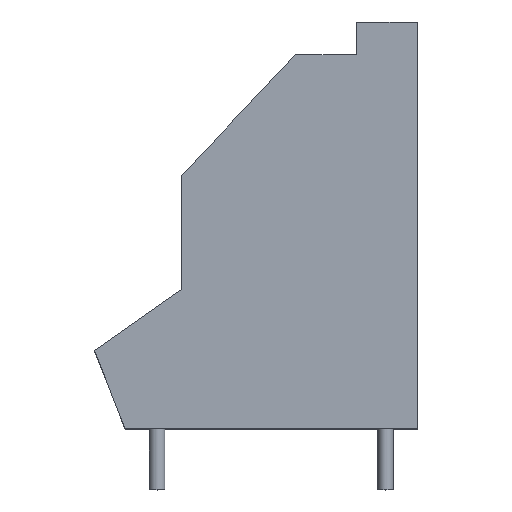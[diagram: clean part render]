
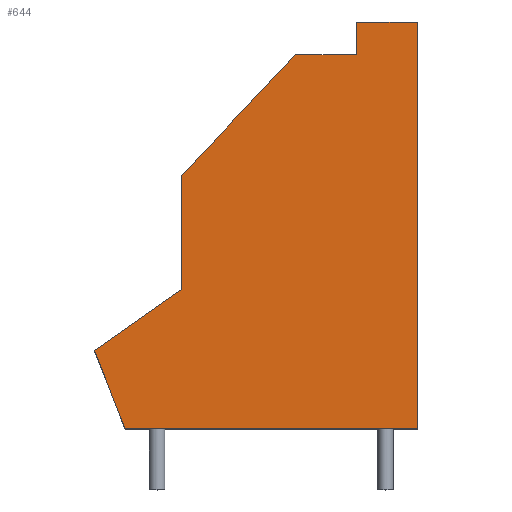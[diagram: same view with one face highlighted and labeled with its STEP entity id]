
A CAD part, top view. The second image highlights one B-rep face of the part: STEP entity #644.
In plain terms, the highlighted planar face has unit normal (0, 0, 1).
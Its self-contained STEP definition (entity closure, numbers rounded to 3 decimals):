
#11 = CARTESIAN_POINT ( 'NONE',  ( 10.6, -13.35, -9.96 ) ) ;
#24 = ORIENTED_EDGE ( 'NONE', *, *, #3731, .T. ) ;
#156 = EDGE_CURVE ( 'NONE', #1911, #679, #2328, .T. ) ;
#167 = ORIENTED_EDGE ( 'NONE', *, *, #2096, .F. ) ;
#175 = DIRECTION ( 'NONE',  ( 0.364, -0.931, 0. ) ) ;
#314 = CARTESIAN_POINT ( 'NONE',  ( 6.6, 11.192, -9.96 ) ) ;
#322 = LINE ( 'NONE', #3173, #2238 ) ;
#331 = VERTEX_POINT ( 'NONE', #599 ) ;
#360 = VECTOR ( 'NONE', #582, 1000. ) ;
#371 = VERTEX_POINT ( 'NONE', #919 ) ;
#392 = VECTOR ( 'NONE', #527, 1000. ) ;
#402 = EDGE_CURVE ( 'NONE', #2770, #331, #1186, .T. ) ;
#431 = CARTESIAN_POINT ( 'NONE',  ( -4.876, 0., -9.96 ) ) ;
#483 = DIRECTION ( 'NONE',  ( -1., 0., 0. ) ) ;
#489 = ORIENTED_EDGE ( 'NONE', *, *, #982, .T. ) ;
#505 = EDGE_LOOP ( 'NONE', ( #24, #1957, #3466, #845, #1078, #167, #489, #1850, #1386 ) ) ;
#527 = DIRECTION ( 'NONE',  ( 0., -1., 0. ) ) ;
#582 = DIRECTION ( 'NONE',  ( 1., 0., 0. ) ) ;
#599 = CARTESIAN_POINT ( 'NONE',  ( 2.6, 11.192, -9.96 ) ) ;
#644 = ADVANCED_FACE ( 'NONE', ( #3085 ), #2534, .F. ) ;
#668 = CARTESIAN_POINT ( 'NONE',  ( 10.6, 13.35, -9.96 ) ) ;
#679 = VERTEX_POINT ( 'NONE', #3538 ) ;
#704 = CARTESIAN_POINT ( 'NONE',  ( -8.6, -13.35, -9.96 ) ) ;
#845 = ORIENTED_EDGE ( 'NONE', *, *, #1471, .F. ) ;
#919 = CARTESIAN_POINT ( 'NONE',  ( -10.6, -8.232, -9.96 ) ) ;
#982 = EDGE_CURVE ( 'NONE', #371, #1911, #1135, .T. ) ;
#1052 = VECTOR ( 'NONE', #2530, 1000. ) ;
#1061 = CARTESIAN_POINT ( 'NONE',  ( 10.6, 13.35, -9.96 ) ) ;
#1078 = ORIENTED_EDGE ( 'NONE', *, *, #1936, .F. ) ;
#1135 = LINE ( 'NONE', #3078, #1184 ) ;
#1184 = VECTOR ( 'NONE', #175, 1000. ) ;
#1186 = LINE ( 'NONE', #2060, #3523 ) ;
#1378 = CARTESIAN_POINT ( 'NONE',  ( 0.363, -0.516, -9.96 ) ) ;
#1386 = ORIENTED_EDGE ( 'NONE', *, *, #2998, .T. ) ;
#1444 = CARTESIAN_POINT ( 'NONE',  ( 0., 0., -9.96 ) ) ;
#1471 = EDGE_CURVE ( 'NONE', #3534, #331, #2023, .T. ) ;
#1664 = EDGE_CURVE ( 'NONE', #3015, #2770, #1968, .T. ) ;
#1679 = LINE ( 'NONE', #1061, #2758 ) ;
#1739 = VECTOR ( 'NONE', #3036, 1000. ) ;
#1850 = ORIENTED_EDGE ( 'NONE', *, *, #156, .T. ) ;
#1911 = VERTEX_POINT ( 'NONE', #704 ) ;
#1936 = EDGE_CURVE ( 'NONE', #3585, #3534, #2439, .T. ) ;
#1957 = ORIENTED_EDGE ( 'NONE', *, *, #1664, .T. ) ;
#1968 = LINE ( 'NONE', #3133, #392 ) ;
#2023 = LINE ( 'NONE', #3759, #3725 ) ;
#2060 = CARTESIAN_POINT ( 'NONE',  ( 0., 11.192, -9.96 ) ) ;
#2096 = EDGE_CURVE ( 'NONE', #371, #3585, #2885, .T. ) ;
#2214 = DIRECTION ( 'NONE',  ( 0., 0., -1. ) ) ;
#2238 = VECTOR ( 'NONE', #2619, 1000. ) ;
#2270 = AXIS2_PLACEMENT_3D ( 'NONE', #1444, #2214, #483 ) ;
#2328 = LINE ( 'NONE', #11, #360 ) ;
#2439 = LINE ( 'NONE', #431, #1739 ) ;
#2530 = DIRECTION ( 'NONE',  ( 0.818, 0.576, 0. ) ) ;
#2534 = PLANE ( 'NONE',  #2270 ) ;
#2619 = DIRECTION ( 'NONE',  ( 0., 1., 0. ) ) ;
#2638 = CARTESIAN_POINT ( 'NONE',  ( 6.6, 13.35, -9.96 ) ) ;
#2758 = VECTOR ( 'NONE', #3330, 1000. ) ;
#2770 = VERTEX_POINT ( 'NONE', #314 ) ;
#2820 = CARTESIAN_POINT ( 'NONE',  ( -4.876, -4.203, -9.96 ) ) ;
#2885 = LINE ( 'NONE', #1378, #1052 ) ;
#2998 = EDGE_CURVE ( 'NONE', #679, #3261, #322, .T. ) ;
#3015 = VERTEX_POINT ( 'NONE', #2638 ) ;
#3036 = DIRECTION ( 'NONE',  ( 0., 1., 0. ) ) ;
#3078 = CARTESIAN_POINT ( 'NONE',  ( -11.986, -4.684, -9.96 ) ) ;
#3085 = FACE_OUTER_BOUND ( 'NONE', #505, .T. ) ;
#3133 = CARTESIAN_POINT ( 'NONE',  ( 6.6, 0., -9.96 ) ) ;
#3173 = CARTESIAN_POINT ( 'NONE',  ( 10.6, 16.627, -9.96 ) ) ;
#3188 = DIRECTION ( 'NONE',  ( 0.688, 0.726, 0. ) ) ;
#3218 = DIRECTION ( 'NONE',  ( -1., 0., 0. ) ) ;
#3261 = VERTEX_POINT ( 'NONE', #668 ) ;
#3330 = DIRECTION ( 'NONE',  ( -1., 0., 0. ) ) ;
#3456 = CARTESIAN_POINT ( 'NONE',  ( -4.876, 3.297, -9.96 ) ) ;
#3466 = ORIENTED_EDGE ( 'NONE', *, *, #402, .T. ) ;
#3523 = VECTOR ( 'NONE', #3218, 1000. ) ;
#3534 = VERTEX_POINT ( 'NONE', #3456 ) ;
#3538 = CARTESIAN_POINT ( 'NONE',  ( 10.6, -13.35, -9.96 ) ) ;
#3585 = VERTEX_POINT ( 'NONE', #2820 ) ;
#3725 = VECTOR ( 'NONE', #3188, 1000. ) ;
#3731 = EDGE_CURVE ( 'NONE', #3261, #3015, #1679, .T. ) ;
#3759 = CARTESIAN_POINT ( 'NONE',  ( -4.217, 3.993, -9.96 ) ) ;
